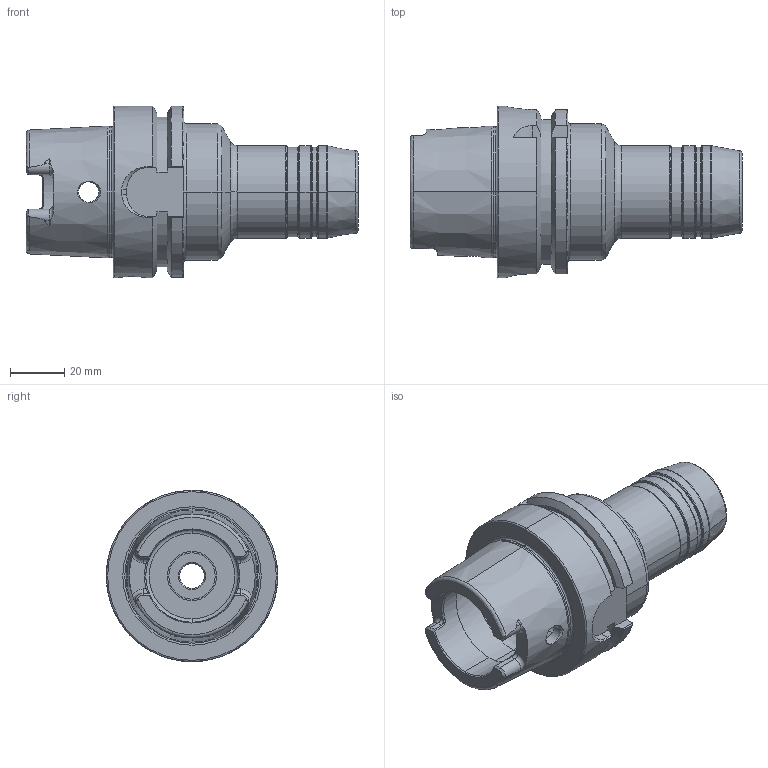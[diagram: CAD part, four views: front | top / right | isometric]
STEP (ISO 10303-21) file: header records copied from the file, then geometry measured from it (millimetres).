
FILE_DESCRIPTION((''),'2;1');
FILE_NAME('WQ108HCR-HSK63A-HCR14-90','2020-03-26T',('MYPC'),(''),'PRO/ENGINEER BY PARAMETRIC TECHNOLOGY CORPORATION, 2012130','PRO/ENGINEER BY PARAMETRIC TECHNOLOGY CORPORATION, 2012130','');
FILE_SCHEMA(('CONFIG_CONTROL_DESIGN'));
Length unit declared in the file: millimetre
Products named in the file (1): WQ108HCR-HSK63A-HCR14-90
Bounding box: 122 x 63 x 63 mm (x, y, z)
Volume: 146081.7 mm3; surface area: 32274 mm2
Topology: 1 solids, 2 shells, 217 faces, 518 edges, 310 vertices
Faces by surface type: cylinder 63, plane 58, cone 47, torus 45, bspline 4
Entity records: 6931 total; most frequent: CARTESIAN_POINT 1850, DIRECTION 1104, ORIENTED_EDGE 1032, EDGE_CURVE 518, AXIS2_PLACEMENT_3D 451, VERTEX_POINT 310, CIRCLE 237, EDGE_LOOP 230
